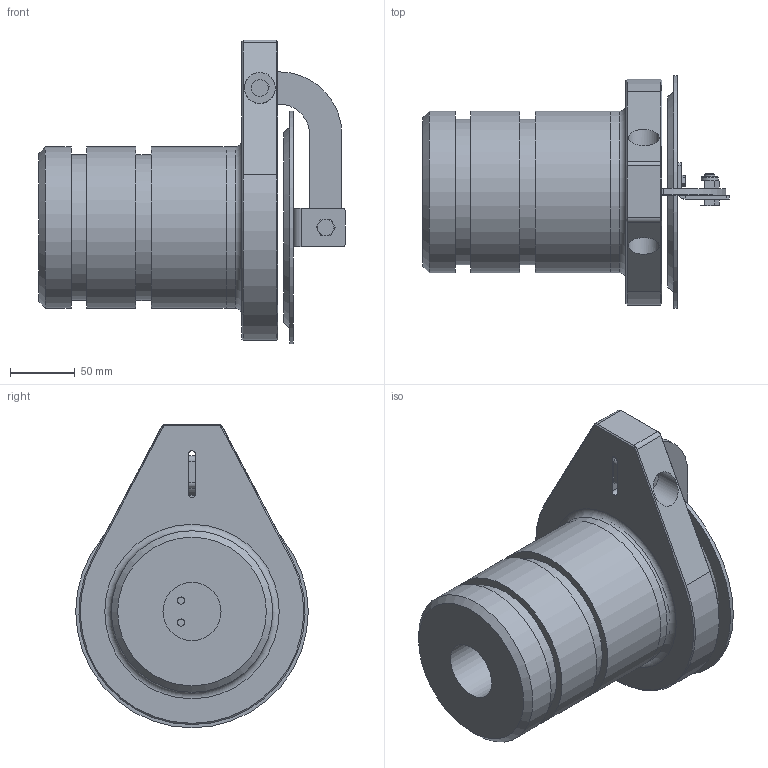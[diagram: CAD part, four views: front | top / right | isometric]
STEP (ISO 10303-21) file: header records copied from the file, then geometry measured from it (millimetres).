
FILE_DESCRIPTION (( 'STEP AP203' ), '1' );
FILE_NAME ('070478.STEP', '2024-10-30T10:10:52', ( '' ), ( '' ), 'SwSTEP 2.0', 'SolidWorks 2023', '' );
FILE_SCHEMA (( 'CONFIG_CONTROL_DESIGN' ));
Length unit declared in the file: millimetre
Products named in the file (1): 070478
Bounding box: 237 x 180 x 235 mm (x, y, z)
Surface area: 228718.3 mm2 (no closed solid volume)
Topology: 0 solids, 17 shells, 132 faces, 329 edges, 214 vertices
Faces by surface type: plane 64, cylinder 34, cone 31, torus 3
Full cylindrical faces by diameter (mm): 8 x4, 9.429 x2, 13 x2, 24 x2, 45 x1, 113 x2, 125 x4, 180 x1
Entity records: 3975 total; most frequent: CARTESIAN_POINT 934, DIRECTION 629, ORIENTED_EDGE 505, EDGE_CURVE 298, AXIS2_PLACEMENT_3D 253, VERTEX_POINT 208, EDGE_LOOP 185, FACE_OUTER_BOUND 153
